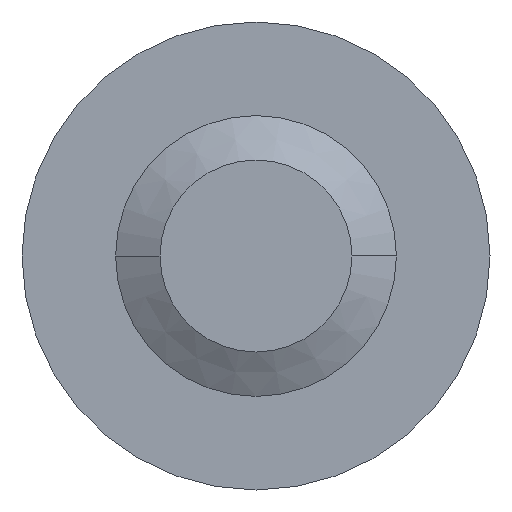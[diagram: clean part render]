
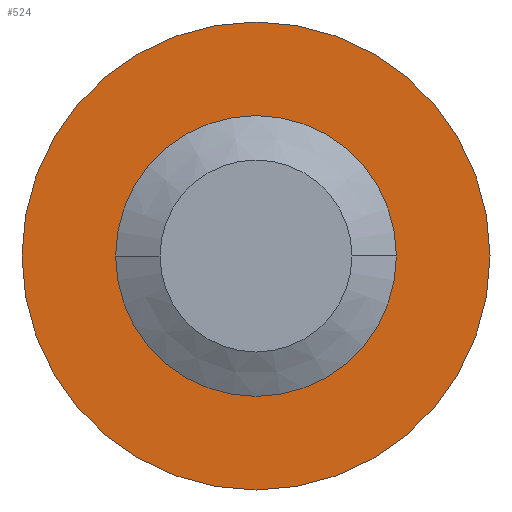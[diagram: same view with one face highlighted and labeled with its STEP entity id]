
A CAD part, front view. The second image highlights one B-rep face of the part: STEP entity #524.
In plain terms, the highlighted planar face has unit normal (0, -1, 0).
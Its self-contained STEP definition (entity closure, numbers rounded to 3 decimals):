
#12 = AXIS2_PLACEMENT_3D ( 'NONE', #324, #237, #100 ) ;
#27 = EDGE_LOOP ( 'NONE', ( #285, #458 ) ) ;
#29 = AXIS2_PLACEMENT_3D ( 'NONE', #123, #122, #521 ) ;
#43 = FACE_BOUND ( 'NONE', #465, .T. ) ;
#58 = DIRECTION ( 'NONE',  ( 0., 1., 0. ) ) ;
#67 = ORIENTED_EDGE ( 'NONE', *, *, #522, .T. ) ;
#93 = DIRECTION ( 'NONE',  ( 0., -1., 0. ) ) ;
#100 = DIRECTION ( 'NONE',  ( -1., 0., 0. ) ) ;
#110 = EDGE_CURVE ( 'NONE', #258, #518, #126, .T. ) ;
#119 = EDGE_CURVE ( 'NONE', #518, #258, #493, .T. ) ;
#122 = DIRECTION ( 'NONE',  ( 0., 1., 0. ) ) ;
#123 = CARTESIAN_POINT ( 'NONE',  ( 0., 31.835, 0. ) ) ;
#126 = CIRCLE ( 'NONE', #12, 4.875 ) ;
#132 = PLANE ( 'NONE',  #429 ) ;
#133 = CARTESIAN_POINT ( 'NONE',  ( 4.875, 31.835, 0. ) ) ;
#202 = VERTEX_POINT ( 'NONE', #376 ) ;
#219 = AXIS2_PLACEMENT_3D ( 'NONE', #536, #58, #412 ) ;
#222 = CARTESIAN_POINT ( 'NONE',  ( 0., 31.835, 0. ) ) ;
#237 = DIRECTION ( 'NONE',  ( 0., 1., 0. ) ) ;
#242 = FACE_OUTER_BOUND ( 'NONE', #27, .T. ) ;
#247 = VERTEX_POINT ( 'NONE', #414 ) ;
#258 = VERTEX_POINT ( 'NONE', #540 ) ;
#285 = ORIENTED_EDGE ( 'NONE', *, *, #110, .F. ) ;
#317 = DIRECTION ( 'NONE',  ( -1., 0., 0. ) ) ;
#324 = CARTESIAN_POINT ( 'NONE',  ( 0., 31.835, 0. ) ) ;
#340 = CIRCLE ( 'NONE', #423, 2.925 ) ;
#376 = CARTESIAN_POINT ( 'NONE',  ( -2.925, 31.835, 0. ) ) ;
#382 = ORIENTED_EDGE ( 'NONE', *, *, #409, .T. ) ;
#407 = CIRCLE ( 'NONE', #29, 2.925 ) ;
#409 = EDGE_CURVE ( 'NONE', #247, #202, #407, .T. ) ;
#412 = DIRECTION ( 'NONE',  ( -1., 0., 0. ) ) ;
#414 = CARTESIAN_POINT ( 'NONE',  ( 2.925, 31.835, 0. ) ) ;
#423 = AXIS2_PLACEMENT_3D ( 'NONE', #222, #478, #317 ) ;
#429 = AXIS2_PLACEMENT_3D ( 'NONE', #487, #93, #450 ) ;
#450 = DIRECTION ( 'NONE',  ( 1., 0., 0. ) ) ;
#458 = ORIENTED_EDGE ( 'NONE', *, *, #119, .F. ) ;
#465 = EDGE_LOOP ( 'NONE', ( #67, #382 ) ) ;
#478 = DIRECTION ( 'NONE',  ( 0., 1., 0. ) ) ;
#487 = CARTESIAN_POINT ( 'NONE',  ( -2.925, 31.835, 0. ) ) ;
#493 = CIRCLE ( 'NONE', #219, 4.875 ) ;
#518 = VERTEX_POINT ( 'NONE', #133 ) ;
#521 = DIRECTION ( 'NONE',  ( -1., 0., 0. ) ) ;
#522 = EDGE_CURVE ( 'NONE', #202, #247, #340, .T. ) ;
#524 = ADVANCED_FACE ( 'NONE', ( #43, #242 ), #132, .T. ) ;
#536 = CARTESIAN_POINT ( 'NONE',  ( 0., 31.835, 0. ) ) ;
#540 = CARTESIAN_POINT ( 'NONE',  ( -4.875, 31.835, 0. ) ) ;
